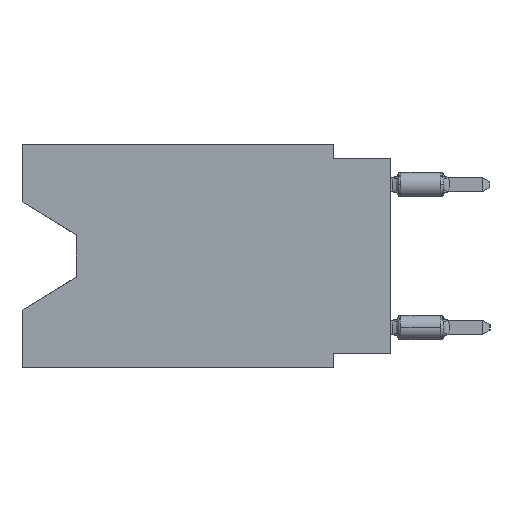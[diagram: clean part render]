
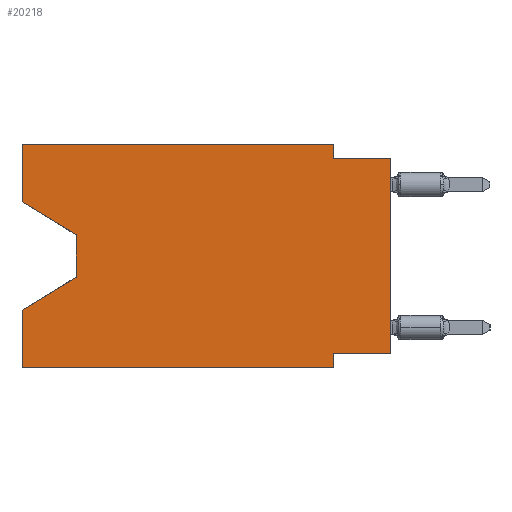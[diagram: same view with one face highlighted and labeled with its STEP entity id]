
A CAD part, left-side view. The second image highlights one B-rep face of the part: STEP entity #20218.
In plain terms, the highlighted planar face has unit normal (-1, 0, 0).
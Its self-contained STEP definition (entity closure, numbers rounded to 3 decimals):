
#216 = CARTESIAN_POINT ( 'NONE',  ( 0., 0., -0.635 ) ) ;
#766 = ORIENTED_EDGE ( 'NONE', *, *, #5697, .F. ) ;
#1270 = CARTESIAN_POINT ( 'NONE',  ( 0., 2.54, -9.906 ) ) ;
#1335 = CARTESIAN_POINT ( 'NONE',  ( 0., 16.383, -9.906 ) ) ;
#1466 = CARTESIAN_POINT ( 'NONE',  ( 0., 2.54, -9.271 ) ) ;
#2372 = LINE ( 'NONE', #19337, #21585 ) ;
#2429 = DIRECTION ( 'NONE',  ( 0., -1., 0. ) ) ;
#2806 = VERTEX_POINT ( 'NONE', #13885 ) ;
#3135 = EDGE_CURVE ( 'NONE', #14679, #7047, #28694, .T. ) ;
#3339 = LINE ( 'NONE', #13375, #15793 ) ;
#3596 = EDGE_CURVE ( 'NONE', #18250, #2806, #13467, .T. ) ;
#4315 = LINE ( 'NONE', #14517, #8421 ) ;
#4319 = DIRECTION ( 'NONE',  ( 0., 0.855, -0.519 ) ) ;
#4348 = DIRECTION ( 'NONE',  ( 0., 0., 1. ) ) ;
#5252 = EDGE_CURVE ( 'NONE', #29750, #8391, #26991, .T. ) ;
#5687 = ORIENTED_EDGE ( 'NONE', *, *, #7465, .F. ) ;
#5697 = EDGE_CURVE ( 'NONE', #18250, #30660, #2372, .T. ) ;
#5933 = VERTEX_POINT ( 'NONE', #1335 ) ;
#6010 = ORIENTED_EDGE ( 'NONE', *, *, #23120, .F. ) ;
#6023 = EDGE_CURVE ( 'NONE', #8391, #7047, #4315, .T. ) ;
#6200 = ORIENTED_EDGE ( 'NONE', *, *, #6023, .F. ) ;
#6870 = ORIENTED_EDGE ( 'NONE', *, *, #3596, .T. ) ;
#7047 = VERTEX_POINT ( 'NONE', #216 ) ;
#7345 = CARTESIAN_POINT ( 'NONE',  ( 0., 16.383, -7.36 ) ) ;
#7465 = EDGE_CURVE ( 'NONE', #5933, #13341, #30677, .T. ) ;
#7531 = VERTEX_POINT ( 'NONE', #20290 ) ;
#7634 = DIRECTION ( 'NONE',  ( 1., 0., 0. ) ) ;
#7712 = EDGE_CURVE ( 'NONE', #5933, #7531, #14480, .T. ) ;
#7769 = VERTEX_POINT ( 'NONE', #1466 ) ;
#7962 = CARTESIAN_POINT ( 'NONE',  ( 0., 16.383, 0. ) ) ;
#8391 = VERTEX_POINT ( 'NONE', #31210 ) ;
#8421 = VECTOR ( 'NONE', #31844, 1000. ) ;
#8775 = VECTOR ( 'NONE', #31141, 1000. ) ;
#8903 = VECTOR ( 'NONE', #22516, 1000. ) ;
#9560 = VECTOR ( 'NONE', #25088, 1000. ) ;
#10085 = VECTOR ( 'NONE', #13845, 1000. ) ;
#10224 = VECTOR ( 'NONE', #27050, 1000. ) ;
#10376 = AXIS2_PLACEMENT_3D ( 'NONE', #7962, #7634, #20173 ) ;
#11019 = ORIENTED_EDGE ( 'NONE', *, *, #7712, .T. ) ;
#11810 = CARTESIAN_POINT ( 'NONE',  ( 0., 2.54, 0. ) ) ;
#12516 = LINE ( 'NONE', #15148, #10224 ) ;
#13052 = PLANE ( 'NONE',  #10376 ) ;
#13319 = CARTESIAN_POINT ( 'NONE',  ( 0., 16.383, -2.546 ) ) ;
#13341 = VERTEX_POINT ( 'NONE', #7345 ) ;
#13375 = CARTESIAN_POINT ( 'NONE',  ( 0., 0., -9.271 ) ) ;
#13467 = LINE ( 'NONE', #13319, #15907 ) ;
#13513 = ORIENTED_EDGE ( 'NONE', *, *, #5252, .F. ) ;
#13634 = LINE ( 'NONE', #1270, #8775 ) ;
#13805 = DIRECTION ( 'NONE',  ( 0., -0.855, -0.519 ) ) ;
#13845 = DIRECTION ( 'NONE',  ( 0., 0., 1. ) ) ;
#13885 = CARTESIAN_POINT ( 'NONE',  ( 0., 13.97, -4.013 ) ) ;
#14480 = LINE ( 'NONE', #24550, #25362 ) ;
#14517 = CARTESIAN_POINT ( 'NONE',  ( 0., 0., -0.635 ) ) ;
#14679 = VERTEX_POINT ( 'NONE', #25334 ) ;
#15131 = VERTEX_POINT ( 'NONE', #20012 ) ;
#15148 = CARTESIAN_POINT ( 'NONE',  ( 0., 13.97, -4.013 ) ) ;
#15793 = VECTOR ( 'NONE', #18504, 1000. ) ;
#15907 = VECTOR ( 'NONE', #13805, 1000. ) ;
#16658 = EDGE_CURVE ( 'NONE', #15131, #13341, #27411, .T. ) ;
#17274 = VECTOR ( 'NONE', #4319, 1000. ) ;
#18250 = VERTEX_POINT ( 'NONE', #22726 ) ;
#18268 = CARTESIAN_POINT ( 'NONE',  ( 0., 16.383, 0. ) ) ;
#18504 = DIRECTION ( 'NONE',  ( 0., 1., 0. ) ) ;
#19337 = CARTESIAN_POINT ( 'NONE',  ( 0., 16.383, 0. ) ) ;
#19877 = ORIENTED_EDGE ( 'NONE', *, *, #16658, .T. ) ;
#19974 = CARTESIAN_POINT ( 'NONE',  ( 0., 16.383, 0. ) ) ;
#20012 = CARTESIAN_POINT ( 'NONE',  ( 0., 13.97, -5.893 ) ) ;
#20173 = DIRECTION ( 'NONE',  ( 0., 0., -1. ) ) ;
#20218 = ADVANCED_FACE ( 'NONE', ( #27604 ), #13052, .F. ) ;
#20290 = CARTESIAN_POINT ( 'NONE',  ( 0., 2.54, -9.906 ) ) ;
#20414 = VECTOR ( 'NONE', #2429, 1000. ) ;
#21585 = VECTOR ( 'NONE', #4348, 1000. ) ;
#22516 = DIRECTION ( 'NONE',  ( 0., 0., -1. ) ) ;
#22726 = CARTESIAN_POINT ( 'NONE',  ( 0., 16.383, -2.546 ) ) ;
#23120 = EDGE_CURVE ( 'NONE', #14679, #7769, #3339, .T. ) ;
#24550 = CARTESIAN_POINT ( 'NONE',  ( 0., 16.383, -9.906 ) ) ;
#25024 = CARTESIAN_POINT ( 'NONE',  ( 0., 16.383, 0. ) ) ;
#25088 = DIRECTION ( 'NONE',  ( 0., 0., 1. ) ) ;
#25111 = ORIENTED_EDGE ( 'NONE', *, *, #30974, .F. ) ;
#25334 = CARTESIAN_POINT ( 'NONE',  ( 0., 0., -9.271 ) ) ;
#25362 = VECTOR ( 'NONE', #27369, 1000. ) ;
#26393 = CARTESIAN_POINT ( 'NONE',  ( 0., 0., 0. ) ) ;
#26949 = EDGE_CURVE ( 'NONE', #7769, #7531, #13634, .T. ) ;
#26991 = LINE ( 'NONE', #29449, #8903 ) ;
#27050 = DIRECTION ( 'NONE',  ( 0., 0., -1. ) ) ;
#27339 = LINE ( 'NONE', #25024, #20414 ) ;
#27369 = DIRECTION ( 'NONE',  ( 0., -1., 0. ) ) ;
#27411 = LINE ( 'NONE', #31849, #17274 ) ;
#27604 = FACE_OUTER_BOUND ( 'NONE', #32047, .T. ) ;
#28694 = LINE ( 'NONE', #26393, #10085 ) ;
#29224 = ORIENTED_EDGE ( 'NONE', *, *, #30562, .T. ) ;
#29449 = CARTESIAN_POINT ( 'NONE',  ( 0., 2.54, 0. ) ) ;
#29750 = VERTEX_POINT ( 'NONE', #11810 ) ;
#30562 = EDGE_CURVE ( 'NONE', #2806, #15131, #12516, .T. ) ;
#30660 = VERTEX_POINT ( 'NONE', #18268 ) ;
#30677 = LINE ( 'NONE', #19974, #9560 ) ;
#30941 = ORIENTED_EDGE ( 'NONE', *, *, #26949, .F. ) ;
#30974 = EDGE_CURVE ( 'NONE', #30660, #29750, #27339, .T. ) ;
#31141 = DIRECTION ( 'NONE',  ( 0., 0., -1. ) ) ;
#31210 = CARTESIAN_POINT ( 'NONE',  ( 0., 2.54, -0.635 ) ) ;
#31415 = ORIENTED_EDGE ( 'NONE', *, *, #3135, .T. ) ;
#31844 = DIRECTION ( 'NONE',  ( 0., -1., 0. ) ) ;
#31849 = CARTESIAN_POINT ( 'NONE',  ( 0., 13.97, -5.893 ) ) ;
#32047 = EDGE_LOOP ( 'NONE', ( #6870, #29224, #19877, #5687, #11019, #30941, #6010, #31415, #6200, #13513, #25111, #766 ) ) ;
